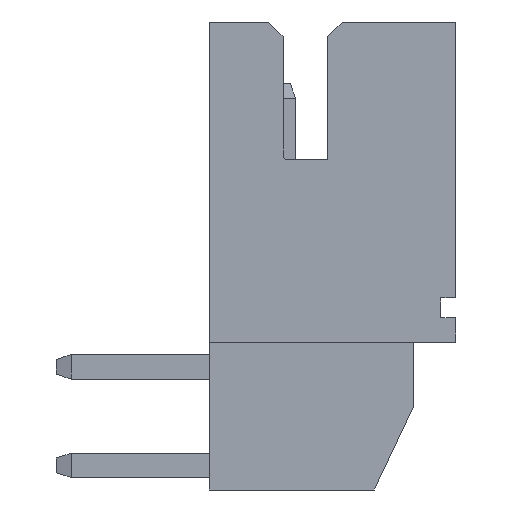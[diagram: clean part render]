
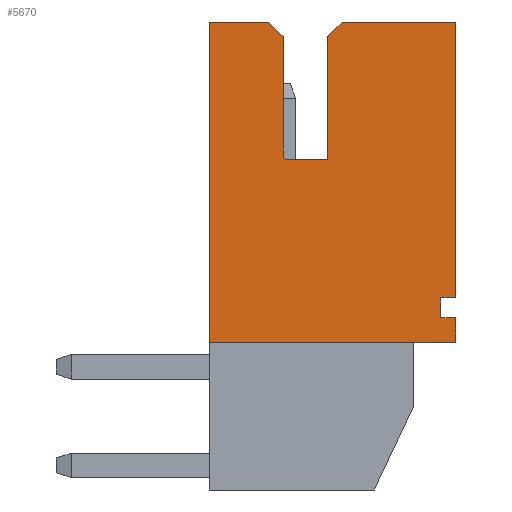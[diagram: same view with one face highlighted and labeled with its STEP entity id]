
A CAD part, left-side view. The second image highlights one B-rep face of the part: STEP entity #5670.
In plain terms, the highlighted planar face has unit normal (-1, 0, 0).
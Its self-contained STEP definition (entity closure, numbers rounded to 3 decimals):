
#73=CIRCLE('',#6024,0.1);
#160=FACE_OUTER_BOUND('',#498,.T.);
#498=EDGE_LOOP('',(#3969,#3970,#3971,#3972,#3973,#3974,#3975,#3976,#3977,
#3978,#3979,#3980,#3981,#3982,#3983));
#817=LINE('',#7944,#1587);
#831=LINE('',#7973,#1601);
#866=LINE('',#8042,#1636);
#987=LINE('',#8293,#1757);
#995=LINE('',#8308,#1765);
#1006=LINE('',#8330,#1776);
#1007=LINE('',#8334,#1777);
#1008=LINE('',#8335,#1778);
#1009=LINE('',#8337,#1779);
#1010=LINE('',#8339,#1780);
#1011=LINE('',#8343,#1781);
#1012=LINE('',#8344,#1782);
#1013=LINE('',#8345,#1783);
#1014=LINE('',#8346,#1784);
#1587=VECTOR('',#6394,5.);
#1601=VECTOR('',#6414,0.5);
#1636=VECTOR('',#6455,5.6);
#1757=VECTOR('',#6632,2.3);
#1765=VECTOR('',#6642,1.2);
#1776=VECTOR('',#6659,0.424);
#1777=VECTOR('',#6662,0.4);
#1778=VECTOR('',#6663,0.3);
#1779=VECTOR('',#6664,2.5);
#1780=VECTOR('',#6665,0.8);
#1781=VECTOR('',#6668,2.4);
#1782=VECTOR('',#6669,0.424);
#1783=VECTOR('',#6670,6.5);
#1784=VECTOR('',#6671,0.3);
#2357=VERTEX_POINT('',#7941);
#2358=VERTEX_POINT('',#7943);
#2369=VERTEX_POINT('',#7970);
#2380=VERTEX_POINT('',#7999);
#2401=VERTEX_POINT('',#8040);
#2502=VERTEX_POINT('',#8290);
#2504=VERTEX_POINT('',#8297);
#2509=VERTEX_POINT('',#8306);
#2517=VERTEX_POINT('',#8328);
#2518=VERTEX_POINT('',#8332);
#2519=VERTEX_POINT('',#8333);
#2520=VERTEX_POINT('',#8336);
#2521=VERTEX_POINT('',#8338);
#2522=VERTEX_POINT('',#8340);
#2523=VERTEX_POINT('',#8342);
#2881=EDGE_CURVE('',#2358,#2357,#817,.T.);
#2895=EDGE_CURVE('',#2357,#2369,#831,.T.);
#2932=EDGE_CURVE('',#2380,#2401,#866,.T.);
#3057=EDGE_CURVE('',#2502,#2401,#987,.T.);
#3065=EDGE_CURVE('',#2509,#2504,#995,.T.);
#3076=EDGE_CURVE('',#2517,#2502,#1006,.T.);
#3077=EDGE_CURVE('',#2518,#2519,#1007,.T.);
#3078=EDGE_CURVE('',#2380,#2519,#1008,.T.);
#3079=EDGE_CURVE('',#2520,#2517,#1009,.T.);
#3080=EDGE_CURVE('',#2521,#2520,#1010,.T.);
#3081=EDGE_CURVE('',#2522,#2521,#73,.T.);
#3082=EDGE_CURVE('',#2523,#2522,#1011,.T.);
#3083=EDGE_CURVE('',#2504,#2523,#1012,.T.);
#3084=EDGE_CURVE('',#2358,#2509,#1013,.T.);
#3085=EDGE_CURVE('',#2369,#2518,#1014,.T.);
#3969=ORIENTED_EDGE('',*,*,#3077,.T.);
#3970=ORIENTED_EDGE('',*,*,#3078,.F.);
#3971=ORIENTED_EDGE('',*,*,#2932,.T.);
#3972=ORIENTED_EDGE('',*,*,#3057,.F.);
#3973=ORIENTED_EDGE('',*,*,#3076,.F.);
#3974=ORIENTED_EDGE('',*,*,#3079,.F.);
#3975=ORIENTED_EDGE('',*,*,#3080,.F.);
#3976=ORIENTED_EDGE('',*,*,#3081,.F.);
#3977=ORIENTED_EDGE('',*,*,#3082,.F.);
#3978=ORIENTED_EDGE('',*,*,#3083,.F.);
#3979=ORIENTED_EDGE('',*,*,#3065,.F.);
#3980=ORIENTED_EDGE('',*,*,#3084,.F.);
#3981=ORIENTED_EDGE('',*,*,#2881,.T.);
#3982=ORIENTED_EDGE('',*,*,#2895,.T.);
#3983=ORIENTED_EDGE('',*,*,#3085,.T.);
#5372=PLANE('',#6023);
#5670=ADVANCED_FACE('',(#160),#5372,.T.);
#6023=AXIS2_PLACEMENT_3D('',#8331,#6660,#6661);
#6024=AXIS2_PLACEMENT_3D('',#8341,#6666,#6667);
#6394=DIRECTION('',(0.,-1.,0.));
#6414=DIRECTION('',(0.,0.,1.));
#6455=DIRECTION('',(0.,0.,1.));
#6632=DIRECTION('',(0.,-1.,0.));
#6642=DIRECTION('',(0.,-1.,0.));
#6659=DIRECTION('',(0.,-0.707,0.707));
#6660=DIRECTION('center_axis',(-1.,0.,0.));
#6661=DIRECTION('ref_axis',(0.,-1.,0.));
#6662=DIRECTION('',(0.,0.,1.));
#6663=DIRECTION('',(0.,1.,0.));
#6664=DIRECTION('',(0.,0.,1.));
#6665=DIRECTION('',(0.,-1.,0.));
#6666=DIRECTION('center_axis',(-1.,0.,0.));
#6667=DIRECTION('ref_axis',(0.,1.,0.));
#6668=DIRECTION('',(0.,0.,-1.));
#6669=DIRECTION('',(0.,-0.707,-0.707));
#6670=DIRECTION('',(0.,0.,1.));
#6671=DIRECTION('',(0.,1.,0.));
#7941=CARTESIAN_POINT('',(-6.,-2.5,0.));
#7943=CARTESIAN_POINT('',(-6.,2.5,0.));
#7944=CARTESIAN_POINT('',(-6.,2.5,0.));
#7970=CARTESIAN_POINT('',(-6.,-2.5,0.5));
#7973=CARTESIAN_POINT('',(-6.,-2.5,0.));
#7999=CARTESIAN_POINT('',(-6.,-2.5,0.9));
#8040=CARTESIAN_POINT('',(-6.,-2.5,6.5));
#8042=CARTESIAN_POINT('',(-6.,-2.5,0.9));
#8290=CARTESIAN_POINT('',(-6.,-0.2,6.5));
#8293=CARTESIAN_POINT('',(-6.,-0.2,6.5));
#8297=CARTESIAN_POINT('',(-6.,1.3,6.5));
#8306=CARTESIAN_POINT('',(-6.,2.5,6.5));
#8308=CARTESIAN_POINT('',(-6.,2.5,6.5));
#8328=CARTESIAN_POINT('',(-6.,0.1,6.2));
#8330=CARTESIAN_POINT('',(-6.,0.1,6.2));
#8331=CARTESIAN_POINT('Origin',(-6.,2.5,0.));
#8332=CARTESIAN_POINT('',(-6.,-2.2,0.5));
#8333=CARTESIAN_POINT('',(-6.,-2.2,0.9));
#8334=CARTESIAN_POINT('',(-6.,-2.2,0.5));
#8335=CARTESIAN_POINT('',(-6.,-2.5,0.9));
#8336=CARTESIAN_POINT('',(-6.,0.1,3.7));
#8337=CARTESIAN_POINT('',(-6.,0.1,3.7));
#8338=CARTESIAN_POINT('',(-6.,0.9,3.7));
#8339=CARTESIAN_POINT('',(-6.,0.9,3.7));
#8340=CARTESIAN_POINT('',(-6.,1.,3.8));
#8341=CARTESIAN_POINT('Origin',(-6.,0.9,3.8));
#8342=CARTESIAN_POINT('',(-6.,1.,6.2));
#8343=CARTESIAN_POINT('',(-6.,1.,6.2));
#8344=CARTESIAN_POINT('',(-6.,1.3,6.5));
#8345=CARTESIAN_POINT('',(-6.,2.5,0.));
#8346=CARTESIAN_POINT('',(-6.,-2.5,0.5));
